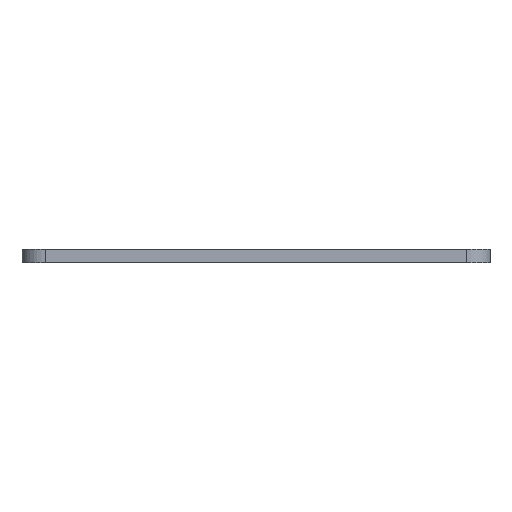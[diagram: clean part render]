
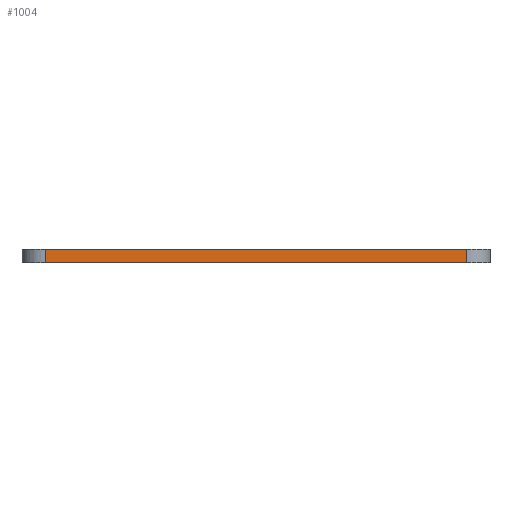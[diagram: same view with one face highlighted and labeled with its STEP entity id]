
A CAD part, front view. The second image highlights one B-rep face of the part: STEP entity #1004.
In plain terms, the highlighted planar face has unit normal (0, -1, 0).
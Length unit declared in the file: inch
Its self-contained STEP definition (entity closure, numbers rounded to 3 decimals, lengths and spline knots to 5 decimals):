
#60=PLANE('',#1079);
#107=FACE_OUTER_BOUND('',#156,.T.);
#156=EDGE_LOOP('',(#843,#844,#845,#846));
#287=LINE('',#1607,#412);
#288=LINE('',#1610,#413);
#289=LINE('',#1612,#414);
#290=LINE('',#1613,#415);
#412=VECTOR('',#1318,0.3937);
#413=VECTOR('',#1321,0.3937);
#414=VECTOR('',#1322,0.3937);
#415=VECTOR('',#1323,0.3937);
#522=VERTEX_POINT('',#1603);
#523=VERTEX_POINT('',#1605);
#524=VERTEX_POINT('',#1609);
#525=VERTEX_POINT('',#1611);
#659=EDGE_CURVE('',#522,#523,#287,.T.);
#660=EDGE_CURVE('',#524,#522,#288,.T.);
#661=EDGE_CURVE('',#525,#523,#289,.T.);
#662=EDGE_CURVE('',#524,#525,#290,.T.);
#843=ORIENTED_EDGE('',*,*,#660,.T.);
#844=ORIENTED_EDGE('',*,*,#659,.T.);
#845=ORIENTED_EDGE('',*,*,#661,.F.);
#846=ORIENTED_EDGE('',*,*,#662,.F.);
#1004=ADVANCED_FACE('',(#107),#60,.T.);
#1079=AXIS2_PLACEMENT_3D('',#1608,#1319,#1320);
#1318=DIRECTION('',(0.,0.,1.));
#1319=DIRECTION('center_axis',(0.,-1.,0.));
#1320=DIRECTION('ref_axis',(1.,0.,0.));
#1321=DIRECTION('',(1.,0.,0.));
#1322=DIRECTION('',(1.,0.,0.));
#1323=DIRECTION('',(0.,0.,1.));
#1603=CARTESIAN_POINT('',(0.45,-5.6,0.));
#1605=CARTESIAN_POINT('',(0.45,-5.6,0.175));
#1607=CARTESIAN_POINT('',(0.45,-5.6,0.));
#1608=CARTESIAN_POINT('Origin',(-4.99971,-5.6,0.));
#1609=CARTESIAN_POINT('',(-4.99971,-5.6,0.));
#1610=CARTESIAN_POINT('',(-4.99971,-5.6,0.));
#1611=CARTESIAN_POINT('',(-4.99971,-5.6,0.175));
#1612=CARTESIAN_POINT('',(-4.99971,-5.6,0.175));
#1613=CARTESIAN_POINT('',(-4.99971,-5.6,0.));
